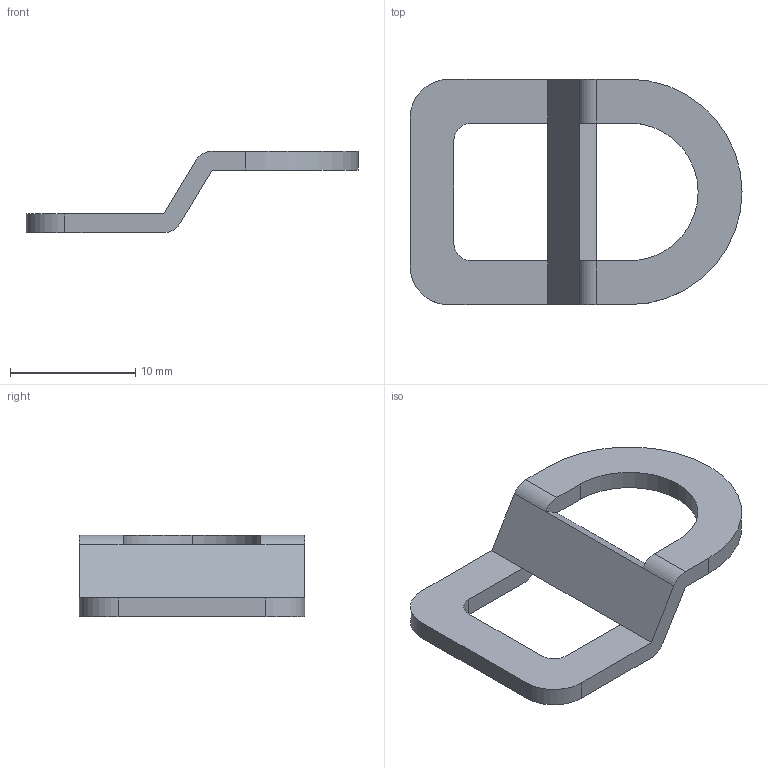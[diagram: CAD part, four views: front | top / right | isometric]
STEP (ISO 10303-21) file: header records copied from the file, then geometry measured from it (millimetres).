
FILE_DESCRIPTION (( 'STEP AP203' ), '1' );
FILE_NAME ('sone3D.STEP', '2017-08-08T01:09:04', ( '' ), ( '' ), 'SwSTEP 2.0', 'SolidWorks 2014', '' );
FILE_SCHEMA (( 'CONFIG_CONTROL_DESIGN' ));
Length unit declared in the file: millimetre
Products named in the file (1): sone3D
Bounding box: 26.5 x 18 x 6.5 mm (x, y, z)
Volume: 466.5 mm3; surface area: 856.6 mm2
Topology: 1 solids, 1 shells, 28 faces, 82 edges, 52 vertices
Faces by surface type: plane 16, cylinder 12
Entity records: 1011 total; most frequent: ORIENTED_EDGE 164, DIRECTION 164, CARTESIAN_POINT 163, EDGE_CURVE 82, LINE 58, VECTOR 58, AXIS2_PLACEMENT_3D 53, VERTEX_POINT 52
